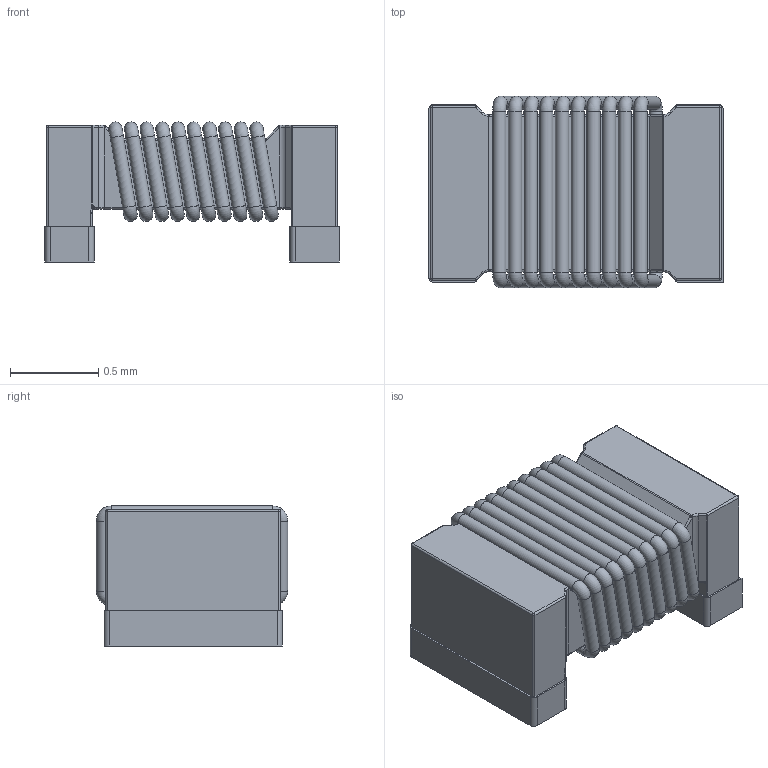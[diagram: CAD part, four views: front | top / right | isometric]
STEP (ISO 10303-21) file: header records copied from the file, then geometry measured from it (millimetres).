
FILE_DESCRIPTION(/* description */ (''),/* implementation_level */ '2;1');
FILE_NAME(/* name */ 'MURATA - LQW18.step',/* time_stamp */ '2020-09-06T08:26:30+01:00',/* author */ (''),/* organization */ (''),/* preprocessor_version */ 'ST-DEVELOPER v18.1',/* originating_system */ 'Autodesk Translation Framework v9.3.0.1241',/* authorisation */ '');
FILE_SCHEMA (('AUTOMOTIVE_DESIGN { 1 0 10303 214 3 1 1 }'));
Length unit declared in the file: millimetre
Products named in the file (1): INDUC - 0603_1608
Bounding box: 1.67 x 1.09 x 0.79 mm (x, y, z)
Volume: 1 mm3; surface area: 13.3 mm2
Topology: 1 solids, 1 shells, 217 faces, 612 edges, 382 vertices
Faces by surface type: cylinder 88, torus 48, plane 43, bspline 28, sphere 10
Full cylindrical faces by diameter (mm): 0.075 x40
Entity records: 8439 total; most frequent: CARTESIAN_POINT 2550, DIRECTION 1283, ORIENTED_EDGE 1214, EDGE_CURVE 607, AXIS2_PLACEMENT_3D 537, VERTEX_POINT 382, CIRCLE 331, EDGE_LOOP 229
